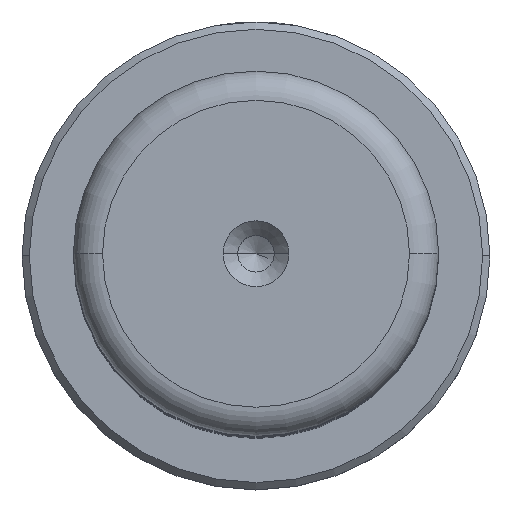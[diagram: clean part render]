
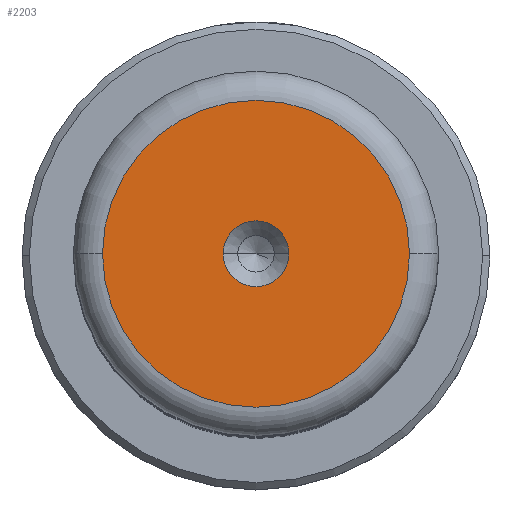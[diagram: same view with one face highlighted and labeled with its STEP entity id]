
A CAD part, top view. The second image highlights one B-rep face of the part: STEP entity #2203.
In plain terms, the highlighted planar face has unit normal (0, 0, 1).
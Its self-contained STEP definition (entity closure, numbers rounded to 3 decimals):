
#24 = FACE_BOUND ( 'NONE', #1140, .T. ) ;
#110 = ORIENTED_EDGE ( 'NONE', *, *, #1759, .F. ) ;
#169 = ORIENTED_EDGE ( 'NONE', *, *, #2473, .T. ) ;
#185 = EDGE_CURVE ( 'NONE', #2929, #590, #2516, .T. ) ;
#208 = CIRCLE ( 'NONE', #2838, 2.25 ) ;
#247 = AXIS2_PLACEMENT_3D ( 'NONE', #2496, #1106, #2723 ) ;
#251 = CIRCLE ( 'NONE', #247, 10.495 ) ;
#262 = AXIS2_PLACEMENT_3D ( 'NONE', #1957, #1059, #3000 ) ;
#382 = VERTEX_POINT ( 'NONE', #1897 ) ;
#436 = CARTESIAN_POINT ( 'NONE',  ( 0., 0., 106. ) ) ;
#590 = VERTEX_POINT ( 'NONE', #1989 ) ;
#626 = DIRECTION ( 'NONE',  ( 1., 0., 0. ) ) ;
#679 = DIRECTION ( 'NONE',  ( 1., 0., 0. ) ) ;
#825 = DIRECTION ( 'NONE',  ( 0., 0., 1. ) ) ;
#901 = CARTESIAN_POINT ( 'NONE',  ( 10.495, 0., 106. ) ) ;
#904 = FACE_OUTER_BOUND ( 'NONE', #1593, .T. ) ;
#1040 = ORIENTED_EDGE ( 'NONE', *, *, #185, .F. ) ;
#1059 = DIRECTION ( 'NONE',  ( 0., 0., 1. ) ) ;
#1106 = DIRECTION ( 'NONE',  ( 0., 0., 1. ) ) ;
#1140 = EDGE_LOOP ( 'NONE', ( #110, #1040 ) ) ;
#1339 = CARTESIAN_POINT ( 'NONE',  ( -2.25, 0., 106. ) ) ;
#1517 = PLANE ( 'NONE',  #1964 ) ;
#1589 = EDGE_CURVE ( 'NONE', #382, #2233, #2939, .T. ) ;
#1593 = EDGE_LOOP ( 'NONE', ( #169, #2615 ) ) ;
#1759 = EDGE_CURVE ( 'NONE', #590, #2929, #208, .T. ) ;
#1897 = CARTESIAN_POINT ( 'NONE',  ( -10.495, 0., 106. ) ) ;
#1957 = CARTESIAN_POINT ( 'NONE',  ( 0., 0., 106. ) ) ;
#1964 = AXIS2_PLACEMENT_3D ( 'NONE', #2675, #2003, #626 ) ;
#1989 = CARTESIAN_POINT ( 'NONE',  ( 2.25, 0., 106. ) ) ;
#2003 = DIRECTION ( 'NONE',  ( 0., 0., 1. ) ) ;
#2058 = DIRECTION ( 'NONE',  ( 0., 0., 1. ) ) ;
#2203 = ADVANCED_FACE ( 'NONE', ( #24, #904 ), #1517, .T. ) ;
#2218 = CARTESIAN_POINT ( 'NONE',  ( 0., 0., 106. ) ) ;
#2233 = VERTEX_POINT ( 'NONE', #901 ) ;
#2435 = DIRECTION ( 'NONE',  ( 1., 0., 0. ) ) ;
#2473 = EDGE_CURVE ( 'NONE', #2233, #382, #251, .T. ) ;
#2496 = CARTESIAN_POINT ( 'NONE',  ( 0., 0., 106. ) ) ;
#2516 = CIRCLE ( 'NONE', #262, 2.25 ) ;
#2615 = ORIENTED_EDGE ( 'NONE', *, *, #1589, .T. ) ;
#2675 = CARTESIAN_POINT ( 'NONE',  ( 0., 0., 106. ) ) ;
#2723 = DIRECTION ( 'NONE',  ( 1., 0., 0. ) ) ;
#2838 = AXIS2_PLACEMENT_3D ( 'NONE', #436, #2058, #679 ) ;
#2929 = VERTEX_POINT ( 'NONE', #1339 ) ;
#2939 = CIRCLE ( 'NONE', #2969, 10.495 ) ;
#2969 = AXIS2_PLACEMENT_3D ( 'NONE', #2218, #825, #2435 ) ;
#3000 = DIRECTION ( 'NONE',  ( 1., 0., 0. ) ) ;
